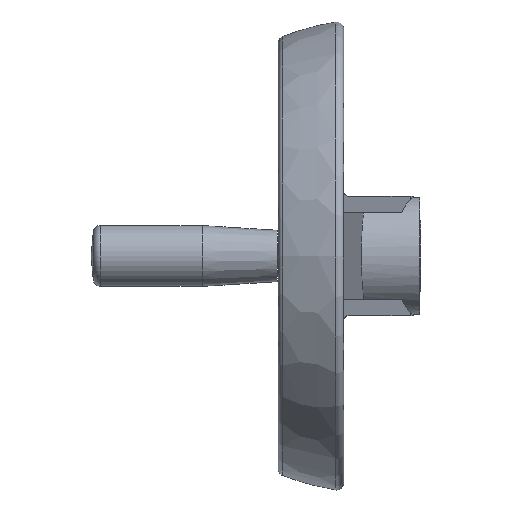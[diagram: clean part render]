
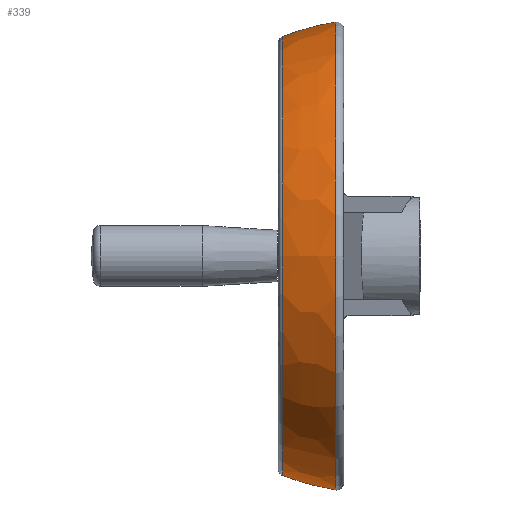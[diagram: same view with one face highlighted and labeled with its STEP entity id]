
A CAD part, front view. The second image highlights one B-rep face of the part: STEP entity #339.
In plain terms, the highlighted free-form (B-spline) face has degree [3, 3] with [4, 7] control points.
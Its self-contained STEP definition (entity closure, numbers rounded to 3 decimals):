
#97=(
BOUNDED_SURFACE()
B_SPLINE_SURFACE(3,3,((#1708,#1709,#1710,#1711,#1712,#1713,#1714),(#1715,
#1716,#1717,#1718,#1719,#1720,#1721),(#1722,#1723,#1724,#1725,#1726,#1727,
#1728),(#1729,#1730,#1731,#1732,#1733,#1734,#1735)),.UNSPECIFIED.,.F.,.T.,
.F.)
B_SPLINE_SURFACE_WITH_KNOTS((4,4),(1,3,3,3,1),(0.,1.),(-0.5,0.,0.5,1.,1.5),
.UNSPECIFIED.)
GEOMETRIC_REPRESENTATION_ITEM()
RATIONAL_B_SPLINE_SURFACE(((1.,0.333,0.333,1.,0.333,
0.333,1.),(0.996,0.332,0.332,
0.996,0.332,0.332,0.996),
(0.996,0.332,0.332,0.996,
0.332,0.332,0.996),(1.,0.333,
0.333,1.,0.333,0.333,1.)))
REPRESENTATION_ITEM('')
SURFACE()
);
#339=ADVANCED_FACE('',(#407,#408),#97,.T.);
#407=FACE_BOUND('',#463,.T.);
#408=FACE_BOUND('',#464,.T.);
#463=EDGE_LOOP('',(#630));
#464=EDGE_LOOP('',(#631));
#630=ORIENTED_EDGE('',*,*,#948,.F.);
#631=ORIENTED_EDGE('',*,*,#947,.T.);
#840=VERTEX_POINT('',#1704);
#841=VERTEX_POINT('',#1707);
#947=EDGE_CURVE('',#840,#840,#1008,.T.);
#948=EDGE_CURVE('',#841,#841,#1009,.T.);
#1008=CIRCLE('',#1088,93.773);
#1009=CIRCLE('',#1090,100.002);
#1088=AXIS2_PLACEMENT_3D('',#1703,#1292,#1293);
#1090=AXIS2_PLACEMENT_3D('',#1706,#1296,#1297);
#1292=DIRECTION('',(1.,0.,0.));
#1293=DIRECTION('',(0.,0.,-1.));
#1296=DIRECTION('',(1.,0.,0.));
#1297=DIRECTION('',(0.,0.,-1.));
#1703=CARTESIAN_POINT('',(382.892,365.,0.));
#1704=CARTESIAN_POINT('',(382.892,365.,-93.773));
#1706=CARTESIAN_POINT('',(405.526,365.,0.));
#1707=CARTESIAN_POINT('',(405.526,365.,-100.002));
#1708=CARTESIAN_POINT('',(405.526,365.,-100.002));
#1709=CARTESIAN_POINT('',(405.526,565.005,-100.002));
#1710=CARTESIAN_POINT('',(405.526,565.005,100.002));
#1711=CARTESIAN_POINT('',(405.526,365.,100.002));
#1712=CARTESIAN_POINT('',(405.526,164.995,100.002));
#1713=CARTESIAN_POINT('',(405.526,164.995,-100.002));
#1714=CARTESIAN_POINT('',(405.526,365.,-100.002));
#1715=CARTESIAN_POINT('',(397.768,365.,-98.761));
#1716=CARTESIAN_POINT('',(397.768,562.522,-98.761));
#1717=CARTESIAN_POINT('',(397.768,562.522,98.761));
#1718=CARTESIAN_POINT('',(397.768,365.,98.761));
#1719=CARTESIAN_POINT('',(397.768,167.478,98.761));
#1720=CARTESIAN_POINT('',(397.768,167.478,-98.761));
#1721=CARTESIAN_POINT('',(397.768,365.,-98.761));
#1722=CARTESIAN_POINT('',(390.192,365.,-96.676));
#1723=CARTESIAN_POINT('',(390.192,558.353,-96.676));
#1724=CARTESIAN_POINT('',(390.192,558.353,96.676));
#1725=CARTESIAN_POINT('',(390.192,365.,96.676));
#1726=CARTESIAN_POINT('',(390.192,171.647,96.676));
#1727=CARTESIAN_POINT('',(390.192,171.647,-96.676));
#1728=CARTESIAN_POINT('',(390.192,365.,-96.676));
#1729=CARTESIAN_POINT('',(382.892,365.,-93.773));
#1730=CARTESIAN_POINT('',(382.892,552.546,-93.773));
#1731=CARTESIAN_POINT('',(382.892,552.546,93.773));
#1732=CARTESIAN_POINT('',(382.892,365.,93.773));
#1733=CARTESIAN_POINT('',(382.892,177.454,93.773));
#1734=CARTESIAN_POINT('',(382.892,177.454,-93.773));
#1735=CARTESIAN_POINT('',(382.892,365.,-93.773));
